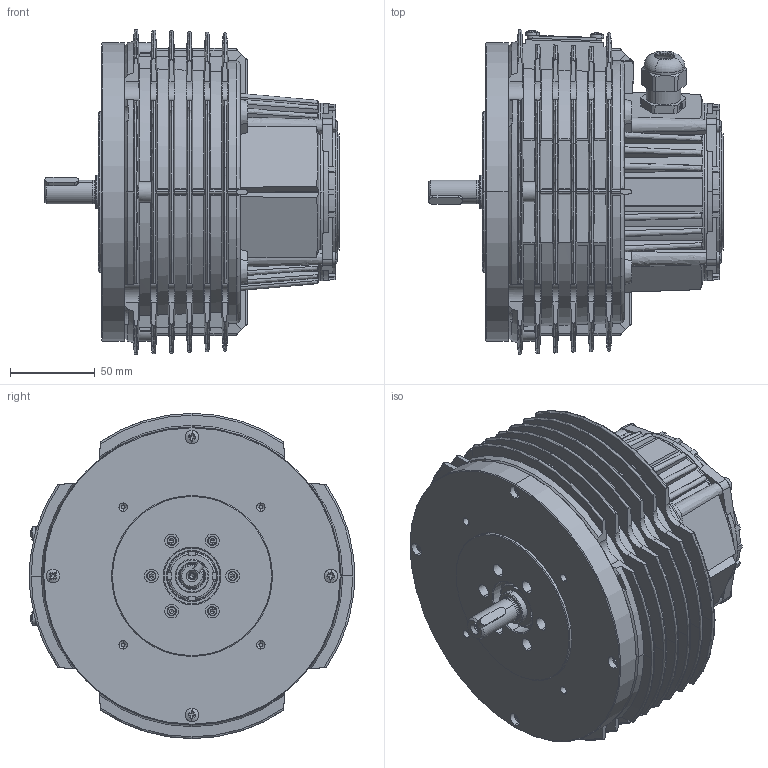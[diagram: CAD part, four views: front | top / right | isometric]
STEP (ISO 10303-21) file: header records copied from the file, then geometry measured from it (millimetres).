
FILE_DESCRIPTION((''),'2;1');
FILE_NAME('MSS-8 BASIC.stp','2013-10-09T08:37:12',('arodrigo'),(''),'Autodesk Inventor 9','Autodesk Inventor 9','');
FILE_SCHEMA(('AUTOMOTIVE_DESIGN { 1 0 10303 214 1 1 1 1 }'));
Length unit declared in the file: millimetre
Products named in the file (1): Pieza21
Bounding box: 173.9 x 191.82 x 192 mm (x, y, z)
Volume: 2431977.8 mm3; surface area: 206279.8 mm2
Topology: 1 solids, 47 shells, 1758 faces, 4763 edges, 3065 vertices
Faces by surface type: plane 840, cylinder 329, bspline 217, cone 192, torus 139, sphere 41
Entity records: 60638 total; most frequent: CARTESIAN_POINT 17908, ORIENTED_EDGE 9414, DIRECTION 8729, EDGE_CURVE 4707, AXIS2_PLACEMENT_3D 3327, VERTEX_POINT 3057, VECTOR 2075, LINE 2075
